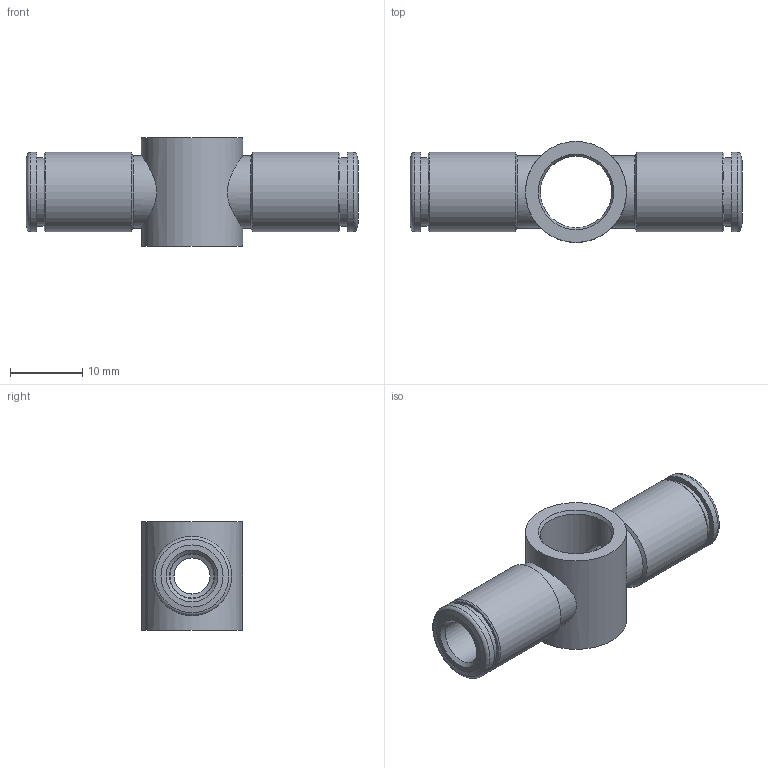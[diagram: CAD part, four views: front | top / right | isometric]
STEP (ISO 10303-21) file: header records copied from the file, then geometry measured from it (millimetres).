
FILE_DESCRIPTION(( 'RV.14.06.18.STP' ), '1');
FILE_NAME( 'RV.14.06.18.STP', '2018-10-09T16:27:08',( 'Sopra'),('sopra-pneumatic.com'), 'SwSTEP 2.0','SolidWorks 2009','' );
FILE_SCHEMA (('AUTOMOTIVE_DESIGN { 1 0 10303 214 1 1 1 1 }'));
Length unit declared in the file: millimetre
Products named in the file (4): Root; DR6-1_NEU; R201305-i1
Assembly tree (3 placements, depth 2):
  Root
    DR6-1_NEU
    DR6-1_NEU
    R201305-i1
Bounding box: 46 x 14 x 15 mm (x, y, z)
Volume: 2759.1 mm3; surface area: 4053.8 mm2
Topology: 3 solids, 3 shells, 58 faces, 119 edges, 71 vertices
Faces by surface type: cylinder 22, cone 22, plane 12, torus 2
Full cylindrical faces by diameter (mm): 5 x2, 6.1 x2, 6.2 x2, 8.3 x2, 9 x2, 9.5 x2, 9.6 x2, 9.9 x1, 10 x2, 11 x4, 14 x1
Entity records: 4535 total; most frequent: CARTESIAN_POINT 2848, DIRECTION 240, PRESENTATION_STYLE_ASSIGNMENT 123, COLOUR_RGB 122, DRAUGHTING_PRE_DEFINED_CURVE_FONT 120, CURVE_STYLE 120, OVER_RIDING_STYLED_ITEM 120, ORIENTED_EDGE 120
